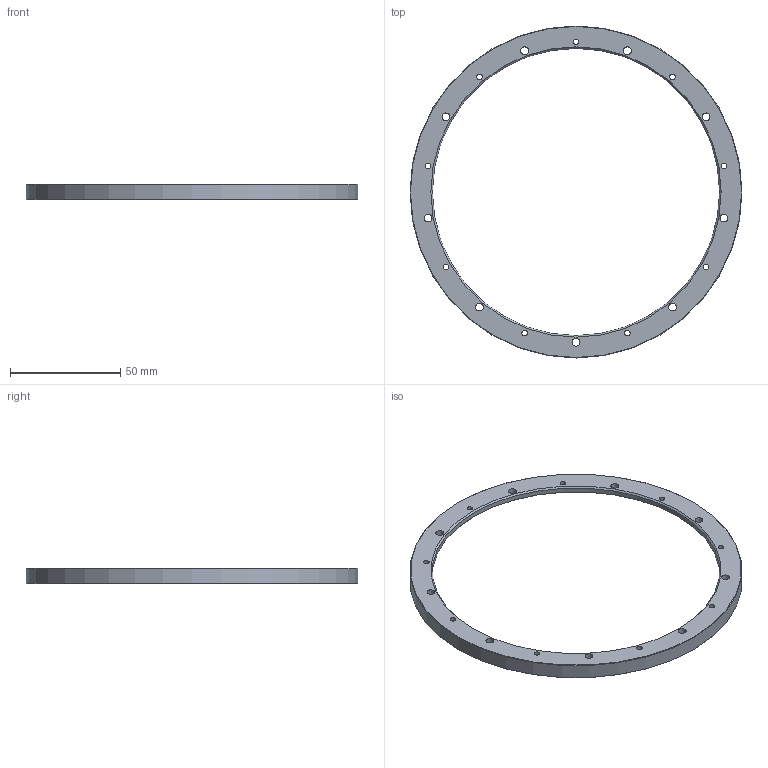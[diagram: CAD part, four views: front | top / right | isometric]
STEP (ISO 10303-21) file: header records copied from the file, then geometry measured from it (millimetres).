
FILE_DESCRIPTION(/* description */ (''),/* implementation_level */ '2;1');
FILE_NAME(/* name */ 'LA_9517_4838_01_A.stp',/* time_stamp */ '2010-09-06T15:25:08+01:00',/* author */ (''),/* organization */ (''),/* preprocessor_version */ 'ST-DEVELOPER v11',/* originating_system */ 'SIEMENS UGS NX 6.0',/* authorisation */ '');
FILE_SCHEMA (('AUTOMOTIVE_DESIGN { 1 0 10303 214 1 1 1 1 }'));
Length unit declared in the file: millimetre
Products named in the file (1): LA-9517-4838-01_A
Bounding box: 150.3 x 150.3 x 7 mm (x, y, z)
Volume: 18197.7 mm3; surface area: 14432.4 mm2
Topology: 1 solids, 1 shells, 30 faces, 89 edges, 62 vertices
Faces by surface type: cylinder 21, cone 5, plane 3, torus 1
Full cylindrical faces by diameter (mm): 2.5 x9, 3.55 x9, 130.02 x1, 143 x1, 150.3 x1
Entity records: 992 total; most frequent: DIRECTION 182, CARTESIAN_POINT 139, FACE_BOUND 96, EDGE_LOOP 96, ORIENTED_EDGE 96, AXIS2_PLACEMENT_3D 91, CIRCLE 60, VERTEX_POINT 48
